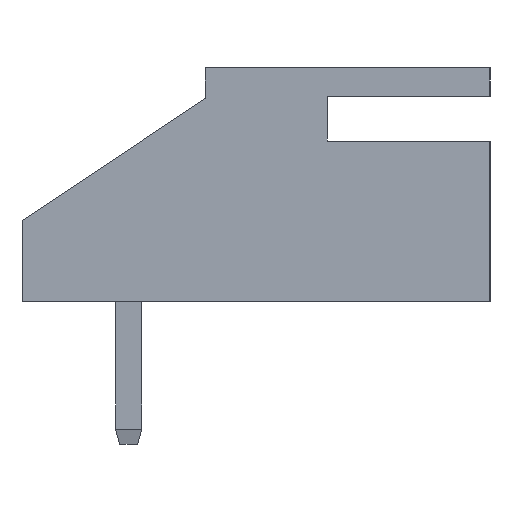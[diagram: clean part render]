
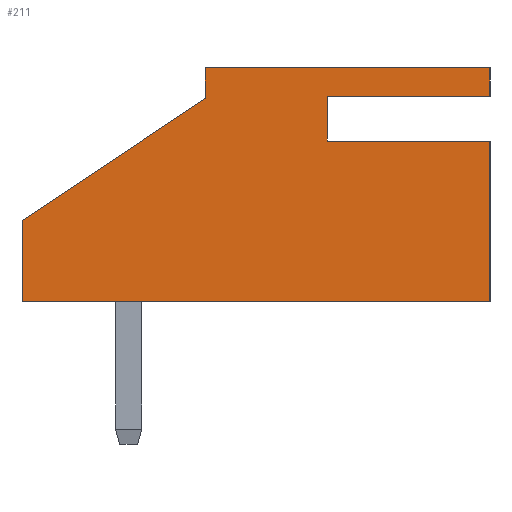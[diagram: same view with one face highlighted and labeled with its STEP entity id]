
A CAD part, left-side view. The second image highlights one B-rep face of the part: STEP entity #211.
In plain terms, the highlighted planar face has unit normal (-1, 0, 0).
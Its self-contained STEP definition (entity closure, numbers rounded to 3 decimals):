
#211=ADVANCED_FACE('',(#1698),#1700,.T.);
#1698=FACE_BOUND('',#1699,.T.);
#1699=EDGE_LOOP('',(#2902,#2903,#2904,#2905,#2906,#2907,#2908,#2909,#2910,#2911));
#1700=PLANE('',#1701);
#1701=AXIS2_PLACEMENT_3D('',#1702,#1703,#1704);
#1702=CARTESIAN_POINT('',(-2.5,0.,0.));
#1703=DIRECTION('',(-1.,0.,0.));
#1704=DIRECTION('',(0.,0.,1.));
#2902=ORIENTED_EDGE('',*,*,#3716,.T.);
#2903=ORIENTED_EDGE('',*,*,#3651,.T.);
#2904=ORIENTED_EDGE('',*,*,#3715,.T.);
#2905=ORIENTED_EDGE('',*,*,#3694,.T.);
#2906=ORIENTED_EDGE('',*,*,#3717,.T.);
#2907=ORIENTED_EDGE('',*,*,#3718,.T.);
#2908=ORIENTED_EDGE('',*,*,#3719,.T.);
#2909=ORIENTED_EDGE('',*,*,#3720,.T.);
#2910=ORIENTED_EDGE('',*,*,#3721,.T.);
#2911=ORIENTED_EDGE('',*,*,#3722,.T.);
#3651=EDGE_CURVE('',#4092,#4090,#4093,.F.);
#3694=EDGE_CURVE('',#4175,#4173,#4176,.T.);
#3715=EDGE_CURVE('',#4090,#4175,#4204,.T.);
#3716=EDGE_CURVE('',#4205,#4092,#4206,.F.);
#3717=EDGE_CURVE('',#4173,#4207,#4208,.T.);
#3718=EDGE_CURVE('',#4207,#4209,#4210,.T.);
#3719=EDGE_CURVE('',#4209,#4211,#4212,.T.);
#3720=EDGE_CURVE('',#4211,#4213,#4214,.T.);
#3721=EDGE_CURVE('',#4213,#4215,#4216,.T.);
#3722=EDGE_CURVE('',#4215,#4205,#4217,.F.);
#4090=VERTEX_POINT('',#4813);
#4092=VERTEX_POINT('',#4817);
#4093=LINE('',#4818,#4819);
#4173=VERTEX_POINT('',#4983);
#4175=VERTEX_POINT('',#4987);
#4176=LINE('',#4988,#4989);
#4204=LINE('',#5059,#5060);
#4205=VERTEX_POINT('',#5062);
#4206=LINE('',#5063,#5064);
#4207=VERTEX_POINT('',#5066);
#4208=LINE('',#5067,#5068);
#4209=VERTEX_POINT('',#5070);
#4210=LINE('',#5071,#5072);
#4211=VERTEX_POINT('',#5074);
#4212=LINE('',#5075,#5076);
#4213=VERTEX_POINT('',#5078);
#4214=LINE('',#5079,#5080);
#4215=VERTEX_POINT('',#5082);
#4216=LINE('',#5083,#5084);
#4217=LINE('',#5086,#5087);
#4813=CARTESIAN_POINT('',(-2.5,-8.88,5.05));
#4817=CARTESIAN_POINT('',(-2.5,-4.88,5.05));
#4818=CARTESIAN_POINT('',(-2.5,-8.88,5.05));
#4819=VECTOR('',#4820,1.);
#4820=DIRECTION('',(0.,1.,0.));
#4983=CARTESIAN_POINT('',(-2.5,-1.88,5.75));
#4987=CARTESIAN_POINT('',(-2.5,-8.88,5.75));
#4988=CARTESIAN_POINT('',(-2.5,-8.88,5.75));
#4989=VECTOR('',#4990,1.);
#4990=DIRECTION('',(0.,1.,0.));
#5059=CARTESIAN_POINT('',(-2.5,-8.88,5.05));
#5060=VECTOR('',#5061,1.);
#5061=DIRECTION('',(0.,0.,1.));
#5062=CARTESIAN_POINT('',(-2.5,-4.88,3.95));
#5063=CARTESIAN_POINT('',(-2.5,-4.88,5.05));
#5064=VECTOR('',#5065,1.);
#5065=DIRECTION('',(0.,0.,-1.));
#5066=CARTESIAN_POINT('',(-2.5,-1.88,5.));
#5067=CARTESIAN_POINT('',(-2.5,-1.88,5.75));
#5068=VECTOR('',#5069,1.);
#5069=DIRECTION('',(0.,0.,-1.));
#5070=CARTESIAN_POINT('',(-2.5,2.62,2.));
#5071=CARTESIAN_POINT('',(-2.5,-1.88,5.));
#5072=VECTOR('',#5073,1.);
#5073=DIRECTION('',(0.,0.832,-0.555));
#5074=CARTESIAN_POINT('',(-2.5,2.62,0.));
#5075=CARTESIAN_POINT('',(-2.5,2.62,2.));
#5076=VECTOR('',#5077,1.);
#5077=DIRECTION('',(0.,0.,-1.));
#5078=CARTESIAN_POINT('',(-2.5,-8.88,0.));
#5079=CARTESIAN_POINT('',(-2.5,2.62,0.));
#5080=VECTOR('',#5081,1.);
#5081=DIRECTION('',(0.,-1.,0.));
#5082=CARTESIAN_POINT('',(-2.5,-8.88,3.95));
#5083=CARTESIAN_POINT('',(-2.5,-8.88,0.));
#5084=VECTOR('',#5085,1.);
#5085=DIRECTION('',(0.,0.,1.));
#5086=CARTESIAN_POINT('',(-2.5,-4.88,3.95));
#5087=VECTOR('',#5088,1.);
#5088=DIRECTION('',(0.,-1.,0.));
